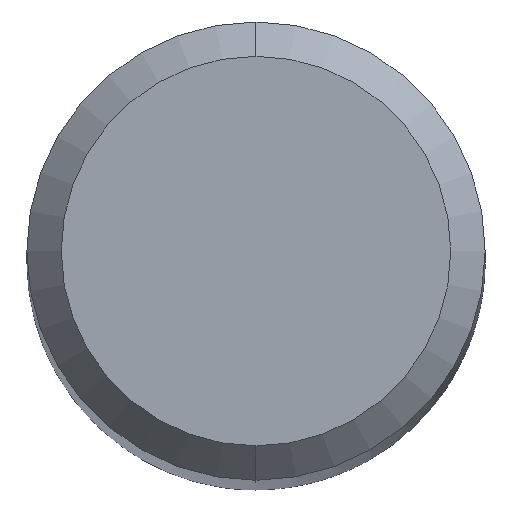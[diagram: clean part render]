
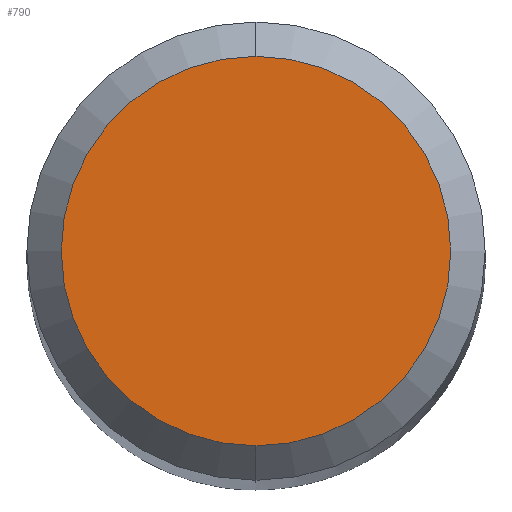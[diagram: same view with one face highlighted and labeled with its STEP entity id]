
A CAD part, top view. The second image highlights one B-rep face of the part: STEP entity #790.
In plain terms, the highlighted planar face has unit normal (0, 0, 1).
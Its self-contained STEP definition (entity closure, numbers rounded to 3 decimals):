
#748=EDGE_CURVE('',#770,#942,#1985,.T.);
#770=VERTEX_POINT('',#2011);
#790=ADVANCED_FACE('',(#2035),#2036,.T.);
#942=VERTEX_POINT('',#2208);
#1008=EDGE_CURVE('',#942,#770,#2282,.T.);
#1985=CIRCLE('',#3567,1.7);
#2011=CARTESIAN_POINT('',(0.,-1.7,0.0));
#2035=FACE_OUTER_BOUND('',#3704,.T.);
#2036=PLANE('',#3705);
#2208=CARTESIAN_POINT('',(0.0,1.7,0.0));
#2282=CIRCLE('',#4326,1.7);
#3567=AXIS2_PLACEMENT_3D('',#7205,#7206,#7207);
#3704=EDGE_LOOP('',(#7277,#7278));
#3705=AXIS2_PLACEMENT_3D('',#7279,#7280,#7281);
#4326=AXIS2_PLACEMENT_3D('',#7569,#7570,#7571);
#7205=CARTESIAN_POINT('',(0.0,0.0,0.0));
#7206=DIRECTION('',(0.0,0.0,-1.0));
#7207=DIRECTION('',(0.0,1.0,0.0));
#7277=ORIENTED_EDGE('',*,*,#1008,.F.);
#7278=ORIENTED_EDGE('',*,*,#748,.F.);
#7279=CARTESIAN_POINT('',(0.0,0.85,0.0));
#7280=DIRECTION('',(-0.0,0.0,1.0));
#7281=DIRECTION('',(0.0,-1.0,0.0));
#7569=CARTESIAN_POINT('',(0.0,0.0,0.0));
#7570=DIRECTION('',(0.0,0.0,-1.0));
#7571=DIRECTION('',(0.0,1.0,0.0));
